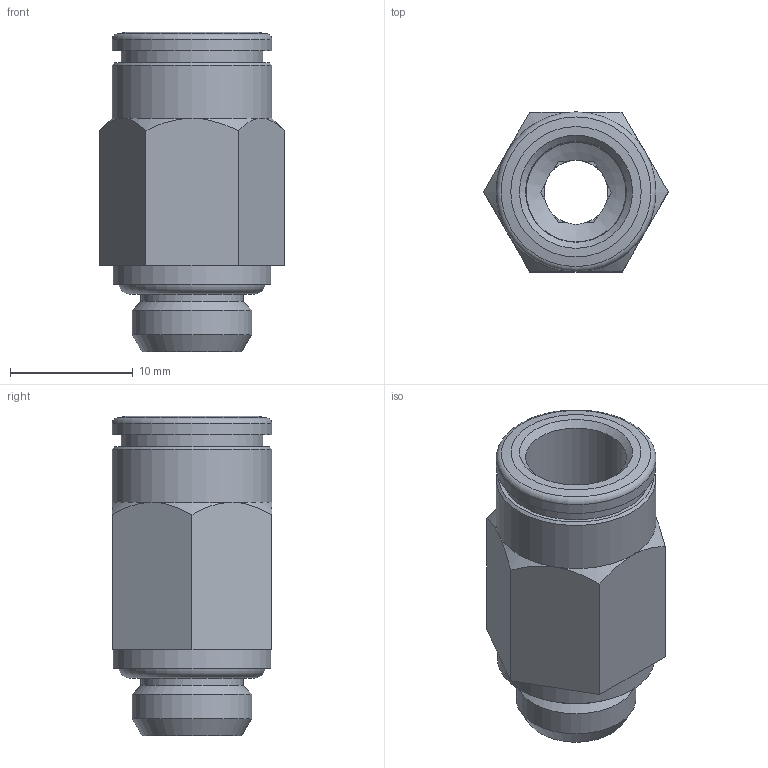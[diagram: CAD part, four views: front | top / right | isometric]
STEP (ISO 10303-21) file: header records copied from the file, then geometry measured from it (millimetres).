
FILE_DESCRIPTION(/* description */ (''),/* implementation_level */ '2;1');
FILE_NAME(/* name */ 'V200109_IPSO_01FKM_8_18',/* time_stamp */ '2015-05-29T10:29:37+02:00',/* author */ (''),/* organization */ ('sopra-pneumatic'),/* preprocessor_version */ 'ST-DEVELOPER v14',/* originating_system */ 'HiCAD 2013 1802.4 Build 509',/* authorisation */ '');
FILE_SCHEMA (('AUTOMOTIVE_DESIGN { 1 0 10303 214 1 1 1 1 }'));
Length unit declared in the file: millimetre
Products named in the file (4): Root; OR 7.2X1.9; DR8-1_NEU; R200109-N1
Assembly tree (3 placements, depth 2):
  Root
    OR 7.2X1.9
    DR8-1_NEU
    R200109-N1
Bounding box: 15.01 x 13 x 26 mm (x, y, z)
Volume: 1853.5 mm3; surface area: 2713.6 mm2
Topology: 3 solids, 3 shells, 67 faces, 153 edges, 95 vertices
Faces by surface type: plane 33, cone 18, cylinder 12, torus 4
Full cylindrical faces by diameter (mm): 5.2 x1, 8.1 x1, 8.2 x1, 8.3 x1, 9.728 x1, 10.1 x1, 11 x1, 11.5 x1, 11.6 x1, 12.8 x1, 13 x2
Entity records: 2963 total; most frequent: DIRECTION 340, CARTESIAN_POINT 279, PRESENTATION_STYLE_ASSIGNMENT 239, COLOUR_RGB 238, DRAUGHTING_PRE_DEFINED_CURVE_FONT 236, CURVE_STYLE 236, OVER_RIDING_STYLED_ITEM 236, ORIENTED_EDGE 236
